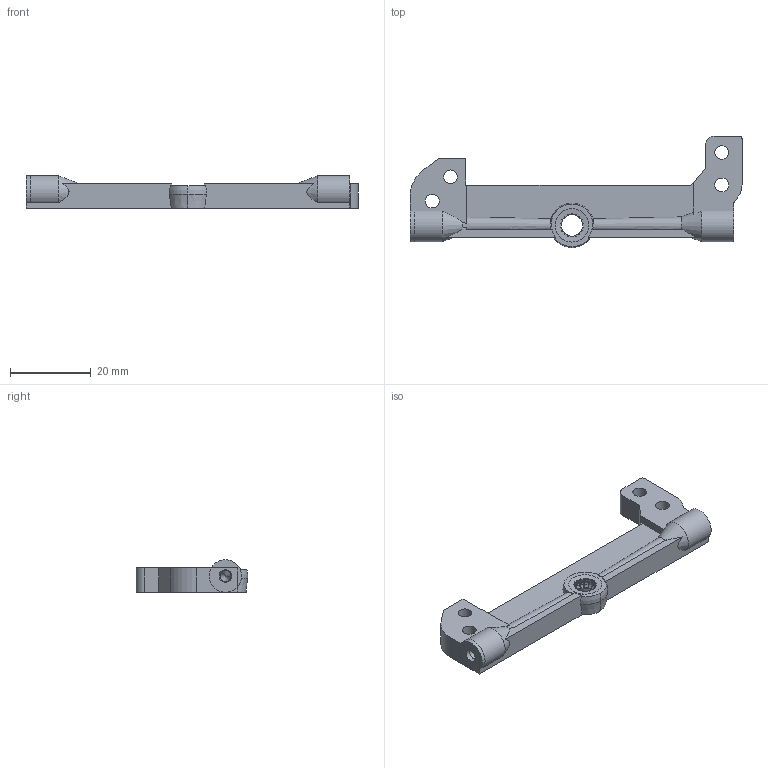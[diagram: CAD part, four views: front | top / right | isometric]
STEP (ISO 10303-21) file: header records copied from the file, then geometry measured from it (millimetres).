
FILE_DESCRIPTION(('FreeCAD Model'),'2;1');
FILE_NAME('Open CASCADE Shape Model','2024-02-26T18:27:35',(''),(''), 'Open CASCADE STEP processor 7.6','FreeCAD','Unknown');
FILE_SCHEMA(('AUTOMOTIVE_DESIGN { 1 0 10303 214 1 1 1 1 }'));
Length unit declared in the file: millimetre
Products named in the file (1): Pod-front
Bounding box: 82 x 27.5 x 8 mm (x, y, z)
Volume: 6175.9 mm3; surface area: 4296.6 mm2
Topology: 1 solids, 1 shells, 265 faces, 786 edges, 525 vertices
Faces by surface type: cylinder 104, plane 66, cone 52, revolution 36, sphere 7
Full cylindrical faces by diameter (mm): 0.2 x2, 2.7 x2, 3.4 x4
Entity records: 22335 total; most frequent: CARTESIAN_POINT 7280, DIRECTION 2730, ORIENTED_EDGE 1572, PCURVE 1572, DEFINITIONAL_REPRESENTATION 1572, LINE 1042, VECTOR 1042, EDGE_CURVE 786
